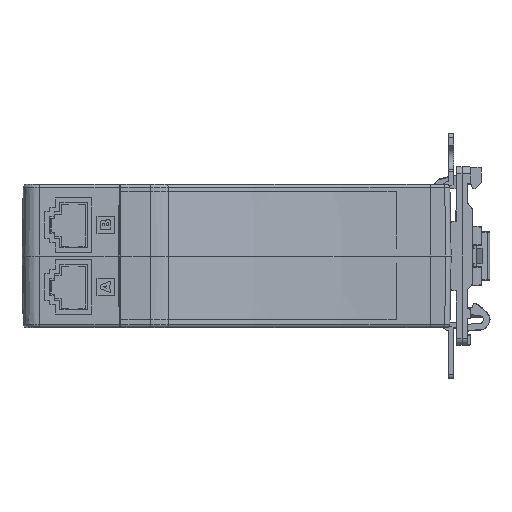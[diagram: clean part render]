
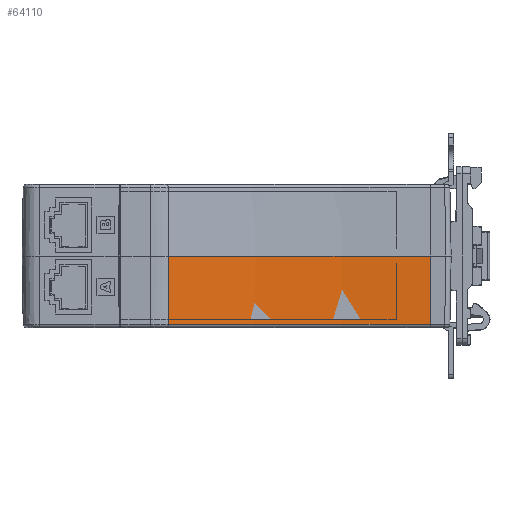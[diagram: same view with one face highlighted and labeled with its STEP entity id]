
A CAD part, left-side view. The second image highlights one B-rep face of the part: STEP entity #64110.
In plain terms, the highlighted conical face has half-angle 1 degrees and reference radius 290.182 mm.
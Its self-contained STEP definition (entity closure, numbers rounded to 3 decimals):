
#23048=CARTESIAN_POINT('',(-361.012,6.,0.983));
#23049=DIRECTION('',(0.,0.,-1.));
#23050=DIRECTION('',(0.966,0.258,0.));
#23051=AXIS2_PLACEMENT_3D('',#23048,#23049,#23050);
#23737=CARTESIAN_POINT('',(-361.012,6.,20.5));
#23738=DIRECTION('',(0.,0.,-1.));
#23739=DIRECTION('',(0.966,0.258,0.));
#23740=AXIS2_PLACEMENT_3D('',#23737,#23738,#23739);
#24360=DIRECTION('',(-0.017,0.,1.));
#24361=VECTOR('',#24360,19.52);
#24362=CARTESIAN_POINT('',(-70.659,6.,
0.983));
#24363=LINE('',#24362,#24361);
#24367=DIRECTION('',(0.017,0.005,-1.));
#24368=VECTOR('',#24367,19.52);
#24369=CARTESIAN_POINT('',(-80.823,80.839,20.5));
#24370=LINE('',#24369,#24368);
#56761=CARTESIAN_POINT('',(-80.493,80.927,
0.983));
#56762=VERTEX_POINT('',#56761);
#56763=CARTESIAN_POINT('',(-70.659,6.,0.983));
#56764=VERTEX_POINT('',#56763);
#56844=CARTESIAN_POINT('',(-71.,6.,20.5));
#56845=VERTEX_POINT('',#56844);
#56846=CARTESIAN_POINT('',(-80.823,80.839,20.5));
#56847=VERTEX_POINT('',#56846);
#64098=CARTESIAN_POINT('',(-361.012,6.,10.741));
#64099=DIRECTION('',(0.,0.,-1.));
#64100=DIRECTION('',(-1.,0.,0.));
#64101=AXIS2_PLACEMENT_3D('',#64098,#64099,#64100);
#64102=CONICAL_SURFACE('',#64101,290.182,1.);
#64103=ORIENTED_EDGE('',*,*,#63114,.T.);
#64105=ORIENTED_EDGE('',*,*,#64104,.T.);
#64106=ORIENTED_EDGE('',*,*,#63706,.F.);
#64107=ORIENTED_EDGE('',*,*,#64091,.T.);
#64108=EDGE_LOOP('',(#64103,#64105,#64106,#64107));
#64109=FACE_OUTER_BOUND('',#64108,.F.);
#23052=CIRCLE('',#23051,290.353);
#23741=CIRCLE('',#23740,290.012);
#63114=EDGE_CURVE('',#56762,#56764,#23052,.T.);
#63706=EDGE_CURVE('',#56847,#56845,#23741,.T.);
#64091=EDGE_CURVE('',#56847,#56762,#24370,.T.);
#64104=EDGE_CURVE('',#56764,#56845,#24363,.T.);
#64110=ADVANCED_FACE('',(#64109),#64102,.T.);
